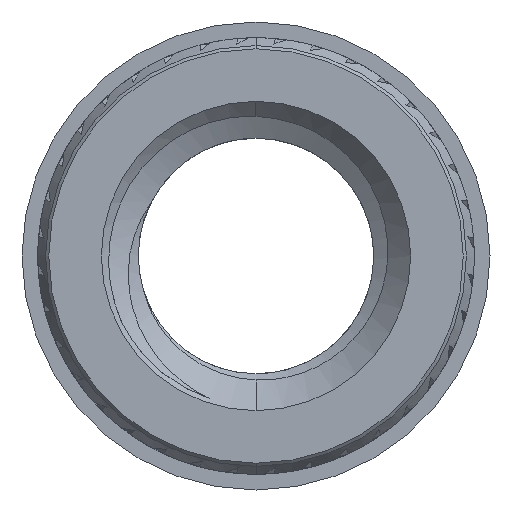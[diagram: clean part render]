
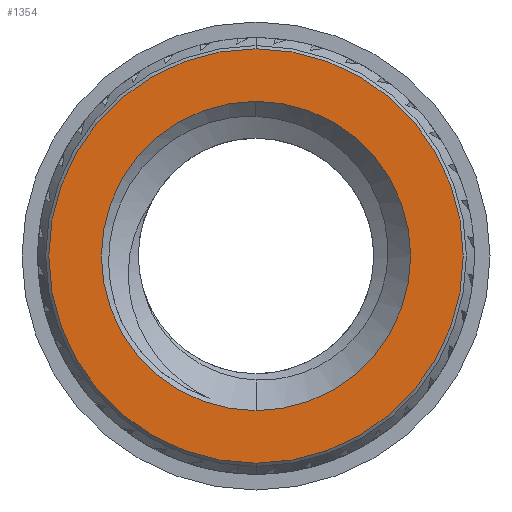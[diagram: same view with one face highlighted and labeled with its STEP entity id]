
A CAD part, front view. The second image highlights one B-rep face of the part: STEP entity #1354.
In plain terms, the highlighted planar face has unit normal (0, -1, 0).
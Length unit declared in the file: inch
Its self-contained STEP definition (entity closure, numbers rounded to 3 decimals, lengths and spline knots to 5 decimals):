
#1104 = AXIS2_PLACEMENT_3D ( 'NONE', #8006, #2192, #8848 ) ;
#1354 = ADVANCED_FACE ( 'NONE', ( #9688, #10432 ), #2348, .F. ) ;
#1734 = DIRECTION ( 'NONE',  ( 0., 1., 0. ) ) ;
#2192 = DIRECTION ( 'NONE',  ( 0., 1., 0. ) ) ;
#2348 = PLANE ( 'NONE',  #4639 ) ;
#2380 = CARTESIAN_POINT ( 'NONE',  ( 0., -0.15, 0. ) ) ;
#2696 = ORIENTED_EDGE ( 'NONE', *, *, #10884, .F. ) ;
#2810 = VERTEX_POINT ( 'NONE', #8862 ) ;
#3223 = EDGE_CURVE ( 'NONE', #4585, #11636, #8378, .T. ) ;
#3362 = DIRECTION ( 'NONE',  ( 0., 0., 1. ) ) ;
#3462 = DIRECTION ( 'NONE',  ( 0., 1., 0. ) ) ;
#3913 = AXIS2_PLACEMENT_3D ( 'NONE', #2380, #9006, #3362 ) ;
#3939 = CARTESIAN_POINT ( 'NONE',  ( 0., -0.15, -0.09814 ) ) ;
#4414 = DIRECTION ( 'NONE',  ( 0., 0., 1. ) ) ;
#4585 = VERTEX_POINT ( 'NONE', #7202 ) ;
#4639 = AXIS2_PLACEMENT_3D ( 'NONE', #8170, #9829, #4414 ) ;
#4737 = EDGE_CURVE ( 'NONE', #11636, #4585, #10037, .T. ) ;
#4947 = VERTEX_POINT ( 'NONE', #5226 ) ;
#5226 = CARTESIAN_POINT ( 'NONE',  ( 0., -0.15, -0.1315 ) ) ;
#5370 = EDGE_CURVE ( 'NONE', #2810, #4947, #8881, .T. ) ;
#5465 = ORIENTED_EDGE ( 'NONE', *, *, #3223, .T. ) ;
#5648 = ORIENTED_EDGE ( 'NONE', *, *, #5370, .F. ) ;
#5675 = AXIS2_PLACEMENT_3D ( 'NONE', #9082, #3462, #9889 ) ;
#6331 = EDGE_LOOP ( 'NONE', ( #2696, #5648 ) ) ;
#6782 = AXIS2_PLACEMENT_3D ( 'NONE', #7589, #1734, #8480 ) ;
#7202 = CARTESIAN_POINT ( 'NONE',  ( 0., -0.15, 0.09814 ) ) ;
#7589 = CARTESIAN_POINT ( 'NONE',  ( 0., -0.15, 0. ) ) ;
#8006 = CARTESIAN_POINT ( 'NONE',  ( 0., -0.15, 0. ) ) ;
#8170 = CARTESIAN_POINT ( 'NONE',  ( 0., -0.15, 0. ) ) ;
#8378 = CIRCLE ( 'NONE', #1104, 0.09814 ) ;
#8480 = DIRECTION ( 'NONE',  ( 0., 0., 1. ) ) ;
#8848 = DIRECTION ( 'NONE',  ( 0., 0., 1. ) ) ;
#8862 = CARTESIAN_POINT ( 'NONE',  ( 0., -0.15, 0.1315 ) ) ;
#8881 = CIRCLE ( 'NONE', #3913, 0.1315 ) ;
#8981 = EDGE_LOOP ( 'NONE', ( #9135, #5465 ) ) ;
#9006 = DIRECTION ( 'NONE',  ( 0., 1., 0. ) ) ;
#9082 = CARTESIAN_POINT ( 'NONE',  ( 0., -0.15, 0. ) ) ;
#9135 = ORIENTED_EDGE ( 'NONE', *, *, #4737, .T. ) ;
#9583 = CIRCLE ( 'NONE', #5675, 0.1315 ) ;
#9688 = FACE_BOUND ( 'NONE', #8981, .T. ) ;
#9829 = DIRECTION ( 'NONE',  ( 0., 1., 0. ) ) ;
#9889 = DIRECTION ( 'NONE',  ( 0., 0., 1. ) ) ;
#10037 = CIRCLE ( 'NONE', #6782, 0.09814 ) ;
#10432 = FACE_OUTER_BOUND ( 'NONE', #6331, .T. ) ;
#10884 = EDGE_CURVE ( 'NONE', #4947, #2810, #9583, .T. ) ;
#11636 = VERTEX_POINT ( 'NONE', #3939 ) ;
